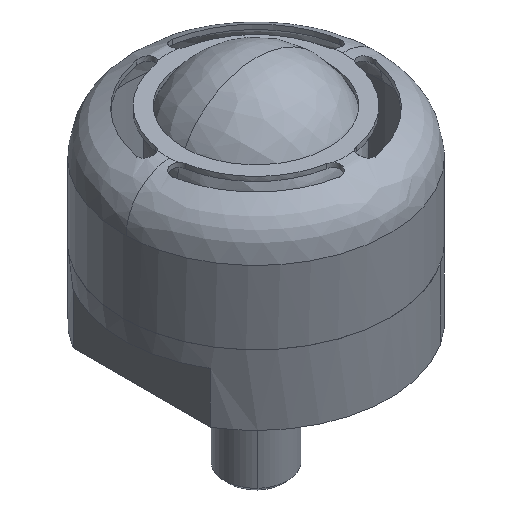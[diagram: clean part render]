
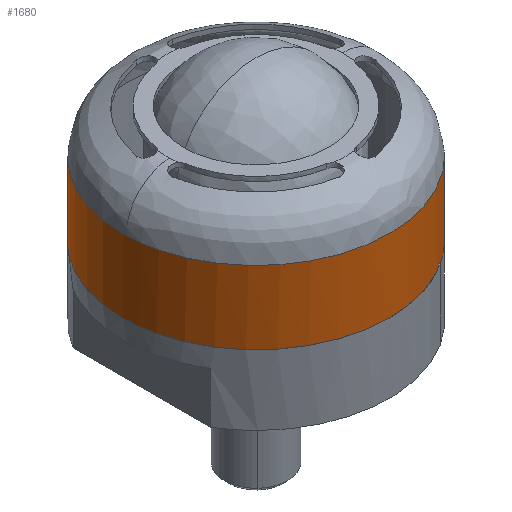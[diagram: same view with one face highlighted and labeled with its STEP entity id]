
A CAD part, isometric view. The second image highlights one B-rep face of the part: STEP entity #1680.
In plain terms, the highlighted free-form (B-spline) face has degree [2, 1] with [5, 2] control points.
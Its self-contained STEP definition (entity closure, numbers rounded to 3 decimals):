
#1067=CARTESIAN_POINT('',(-21.0,0.0,0.0));
#1068=VERTEX_POINT('',#1067);
#1069=CARTESIAN_POINT('',(-15.343,14.338,0.));
#1070=VERTEX_POINT('',#1069);
#1071=CARTESIAN_POINT('',(-21.0,0.0,0.0));
#1072=CARTESIAN_POINT('',(-21.,1.069,0.));
#1073=CARTESIAN_POINT('',(-20.846,3.082,0.));
#1074=CARTESIAN_POINT('',(-20.279,5.615,0.));
#1075=CARTESIAN_POINT('',(-19.429,8.107,0.));
#1076=CARTESIAN_POINT('',(-18.319,10.409,0.));
#1077=CARTESIAN_POINT('',(-16.83,12.633,0.));
#1078=CARTESIAN_POINT('',(-15.82,13.828,0.));
#1079=CARTESIAN_POINT('',(-15.343,14.338,0.));
#1080=B_SPLINE_CURVE_WITH_KNOTS('',3,(#1071,#1072,#1073,#1074,#1075,#1076,#1077,#1078,#1079),.UNSPECIFIED.,.F.,.U.,(4,1,1,1,1,1,4),(0.,3.206,6.042,7.768,11.097,13.686,15.782),.UNSPECIFIED.);
#1081=EDGE_CURVE('',#1068,#1070,#1080,.T.);
#1119=CARTESIAN_POINT('',(15.343,-14.338,0.));
#1120=VERTEX_POINT('',#1119);
#1133=CARTESIAN_POINT('',(0.,-21.,0.0));
#1134=VERTEX_POINT('',#1133);
#1135=CARTESIAN_POINT('',(15.343,-14.338,0.));
#1136=CARTESIAN_POINT('',(14.823,-14.895,0.));
#1137=CARTESIAN_POINT('',(13.755,-15.92,0.));
#1138=CARTESIAN_POINT('',(11.876,-17.376,0.));
#1139=CARTESIAN_POINT('',(9.494,-18.817,0.));
#1140=CARTESIAN_POINT('',(6.84,-19.929,0.));
#1141=CARTESIAN_POINT('',(3.584,-20.781,0.));
#1142=CARTESIAN_POINT('',(1.389,-21.,0.));
#1143=CARTESIAN_POINT('',(0.,-21.,0.0));
#1144=B_SPLINE_CURVE_WITH_KNOTS('',3,(#1135,#1136,#1137,#1138,#1139,#1140,#1141,#1142,#1143),.UNSPECIFIED.,.F.,.U.,(4,1,1,1,1,1,4),(0.,2.285,4.436,7.124,10.618,13.038,17.204),.UNSPECIFIED.);
#1145=EDGE_CURVE('',#1120,#1134,#1144,.T.);
#1147=CARTESIAN_POINT('',(0.,-21.,0.0));
#1148=CARTESIAN_POINT('',(-1.374,-21.,0.0));
#1149=CARTESIAN_POINT('',(-3.651,-20.776,0.0));
#1150=CARTESIAN_POINT('',(-6.853,-19.921,0.0));
#1151=CARTESIAN_POINT('',(-9.393,-18.851,0.0));
#1152=CARTESIAN_POINT('',(-11.397,-17.675,0.0));
#1153=CARTESIAN_POINT('',(-13.142,-16.421,0.0));
#1154=CARTESIAN_POINT('',(-14.568,-15.176,0.0));
#1155=CARTESIAN_POINT('',(-16.036,-13.606,0.0));
#1156=CARTESIAN_POINT('',(-17.512,-11.702,0.0));
#1157=CARTESIAN_POINT('',(-18.705,-9.655,0.0));
#1158=CARTESIAN_POINT('',(-19.701,-7.37,0.0));
#1159=CARTESIAN_POINT('',(-20.324,-5.445,0.0));
#1160=CARTESIAN_POINT('',(-20.859,-2.878,0.0));
#1161=CARTESIAN_POINT('',(-21.,-1.117,0.0));
#1162=CARTESIAN_POINT('',(-21.0,0.0,0.0));
#1163=B_SPLINE_CURVE_WITH_KNOTS('',3,(#1147,#1148,#1149,#1150,#1151,#1152,#1153,#1154,#1155,#1156,#1157,#1158,#1159,#1160,#1161,#1162),.UNSPECIFIED.,.F.,.U.,(4,1,1,1,1,1,1,1,1,1,1,1,1,4),(0.,4.123,6.829,9.922,12.37,13.787,16.365,18.04,20.23,23.58,25.127,27.704,29.637,32.987),.UNSPECIFIED.);
#1164=EDGE_CURVE('',#1134,#1068,#1163,.T.);
#1587=CARTESIAN_POINT('',(15.343,-14.338,11.788));
#1588=CARTESIAN_POINT('',(1.005,-29.681,11.788));
#1589=CARTESIAN_POINT('',(-14.338,-15.343,11.788));
#1590=CARTESIAN_POINT('',(-29.681,-1.005,11.788));
#1591=CARTESIAN_POINT('',(-15.343,14.338,11.788));
#1592=CARTESIAN_POINT('',(15.343,-14.338,-0.295));
#1593=CARTESIAN_POINT('',(1.005,-29.681,-0.295));
#1594=CARTESIAN_POINT('',(-14.338,-15.343,-0.295));
#1595=CARTESIAN_POINT('',(-29.681,-1.005,-0.295));
#1596=CARTESIAN_POINT('',(-15.343,14.338,-0.295));
#1604=(BOUNDED_SURFACE()B_SPLINE_SURFACE(2,1,((#1587,#1592),(#1588,#1593),(#1589,#1594),(#1590,#1595),(#1591,#1596)),.UNSPECIFIED.,.F.,.F.,.U.)B_SPLINE_SURFACE_WITH_KNOTS((3,2,3),(2,2),(0.0,34.794,69.588),(0.0,12.082),.UNSPECIFIED.)GEOMETRIC_REPRESENTATION_ITEM()RATIONAL_B_SPLINE_SURFACE(((1.0,1.0),(0.707,0.707),(1.0,1.0),(0.707,0.707),(1.0,1.0)))REPRESENTATION_ITEM('')SURFACE());
#1605=CARTESIAN_POINT('',(15.343,-14.338,11.5));
#1606=VERTEX_POINT('',#1605);
#1607=CARTESIAN_POINT('',(0.264,-20.998,11.5));
#1608=VERTEX_POINT('',#1607);
#1609=CARTESIAN_POINT('',(15.343,-14.338,11.5));
#1610=CARTESIAN_POINT('',(14.741,-14.983,11.5));
#1611=CARTESIAN_POINT('',(13.648,-16.014,11.5));
#1612=CARTESIAN_POINT('',(11.783,-17.429,11.5));
#1613=CARTESIAN_POINT('',(9.932,-18.552,11.5));
#1614=CARTESIAN_POINT('',(7.528,-19.668,11.5));
#1615=CARTESIAN_POINT('',(5.038,-20.454,11.5));
#1616=CARTESIAN_POINT('',(2.469,-20.895,11.5));
#1617=CARTESIAN_POINT('',(0.97,-20.989,11.5));
#1618=CARTESIAN_POINT('',(0.264,-20.998,11.5));
#1619=B_SPLINE_CURVE_WITH_KNOTS('',3,(#1609,#1610,#1611,#1612,#1613,#1614,#1615,#1616,#1617,#1618),.UNSPECIFIED.,.F.,.U.,(4,1,1,1,1,1,1,4),(0.,2.647,4.5,7.014,9.132,12.441,14.823,16.941),.UNSPECIFIED.);
#1620=EDGE_CURVE('',#1606,#1608,#1619,.T.);
#1621=ORIENTED_EDGE('',*,*,#1620,.T.);
#1622=CARTESIAN_POINT('',(-20.993,-0.528,11.5));
#1623=VERTEX_POINT('',#1622);
#1624=CARTESIAN_POINT('',(0.264,-20.998,11.5));
#1625=CARTESIAN_POINT('',(-1.099,-21.016,11.5));
#1626=CARTESIAN_POINT('',(-3.318,-20.827,11.5));
#1627=CARTESIAN_POINT('',(-6.052,-20.149,11.5));
#1628=CARTESIAN_POINT('',(-8.058,-19.424,11.5));
#1629=CARTESIAN_POINT('',(-10.144,-18.448,11.5));
#1630=CARTESIAN_POINT('',(-12.208,-17.155,11.5));
#1631=CARTESIAN_POINT('',(-14.092,-15.617,11.5));
#1632=CARTESIAN_POINT('',(-15.782,-13.929,11.5));
#1633=CARTESIAN_POINT('',(-17.289,-12.017,11.5));
#1634=CARTESIAN_POINT('',(-18.611,-9.824,11.5));
#1635=CARTESIAN_POINT('',(-19.749,-7.341,11.5));
#1636=CARTESIAN_POINT('',(-20.678,-4.228,11.5));
#1637=CARTESIAN_POINT('',(-20.961,-1.806,11.5));
#1638=CARTESIAN_POINT('',(-20.993,-0.528,11.5));
#1639=B_SPLINE_CURVE_WITH_KNOTS('',3,(#1624,#1625,#1626,#1627,#1628,#1629,#1630,#1631,#1632,#1633,#1634,#1635,#1636,#1637,#1638),.UNSPECIFIED.,.F.,.U.,(4,1,1,1,1,1,1,1,1,1,1,1,4),(0.,4.09,6.647,8.436,10.482,13.549,15.722,17.767,20.707,23.008,25.437,28.888,32.723),.UNSPECIFIED.);
#1640=EDGE_CURVE('',#1608,#1623,#1639,.T.);
#1641=ORIENTED_EDGE('',*,*,#1640,.T.);
#1642=CARTESIAN_POINT('',(-21.0,0.0,11.5));
#1643=VERTEX_POINT('',#1642);
#1644=CARTESIAN_POINT('',(-20.993,-0.528,11.5));
#1645=CARTESIAN_POINT('',(-20.998,-0.352,11.5));
#1646=CARTESIAN_POINT('',(-21.,-0.176,11.5));
#1647=CARTESIAN_POINT('',(-21.0,0.0,11.5));
#1648=B_SPLINE_CURVE_WITH_KNOTS('',3,(#1644,#1645,#1646,#1647),.UNSPECIFIED.,.F.,.U.,(4,4),(0.,0.528),.UNSPECIFIED.);
#1649=EDGE_CURVE('',#1623,#1643,#1648,.T.);
#1650=ORIENTED_EDGE('',*,*,#1649,.T.);
#1651=CARTESIAN_POINT('',(-15.343,14.338,11.5));
#1652=VERTEX_POINT('',#1651);
#1653=CARTESIAN_POINT('',(-21.0,0.0,11.5));
#1654=CARTESIAN_POINT('',(-21.,0.904,11.5));
#1655=CARTESIAN_POINT('',(-20.875,2.836,11.5));
#1656=CARTESIAN_POINT('',(-20.32,5.541,11.5));
#1657=CARTESIAN_POINT('',(-19.495,7.913,11.5));
#1658=CARTESIAN_POINT('',(-18.46,10.109,11.5));
#1659=CARTESIAN_POINT('',(-17.136,12.244,11.5));
#1660=CARTESIAN_POINT('',(-15.961,13.677,11.5));
#1661=CARTESIAN_POINT('',(-15.343,14.338,11.5));
#1662=B_SPLINE_CURVE_WITH_KNOTS('',3,(#1653,#1654,#1655,#1656,#1657,#1658,#1659,#1660,#1661),.UNSPECIFIED.,.F.,.U.,(4,1,1,1,1,1,4),(0.,2.713,5.795,8.261,10.234,13.07,15.782),.UNSPECIFIED.);
#1663=EDGE_CURVE('',#1643,#1652,#1662,.T.);
#1664=ORIENTED_EDGE('',*,*,#1663,.T.);
#1665=CARTESIAN_POINT('',(-15.343,14.338,11.5));
#1666=CARTESIAN_POINT('',(-15.343,14.338,0.));
#1667=QUASI_UNIFORM_CURVE('',1,(#1665,#1666),.UNSPECIFIED.,.F.,.U.);
#1668=EDGE_CURVE('',#1652,#1070,#1667,.T.);
#1669=ORIENTED_EDGE('',*,*,#1668,.T.);
#1670=ORIENTED_EDGE('',*,*,#1081,.F.);
#1671=ORIENTED_EDGE('',*,*,#1164,.F.);
#1672=ORIENTED_EDGE('',*,*,#1145,.F.);
#1673=CARTESIAN_POINT('',(15.343,-14.338,11.5));
#1674=CARTESIAN_POINT('',(15.343,-14.338,0.));
#1675=QUASI_UNIFORM_CURVE('',1,(#1673,#1674),.UNSPECIFIED.,.F.,.U.);
#1676=EDGE_CURVE('',#1606,#1120,#1675,.T.);
#1677=ORIENTED_EDGE('',*,*,#1676,.F.);
#1678=EDGE_LOOP('',(#1621,#1641,#1650,#1664,#1669,#1670,#1671,#1672,#1677));
#1679=FACE_OUTER_BOUND('',#1678,.T.);
#1680=ADVANCED_FACE('',(#1679),#1604,.T.);
